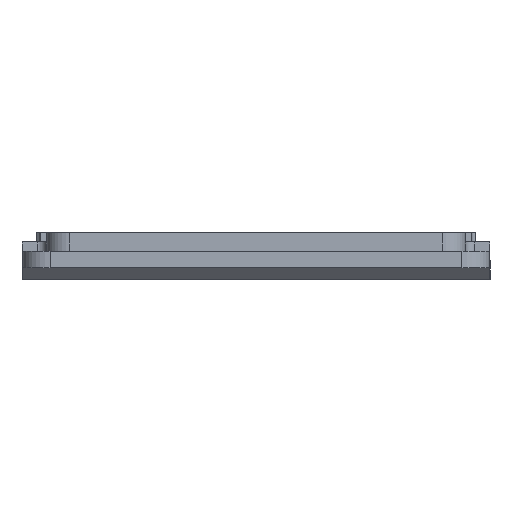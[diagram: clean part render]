
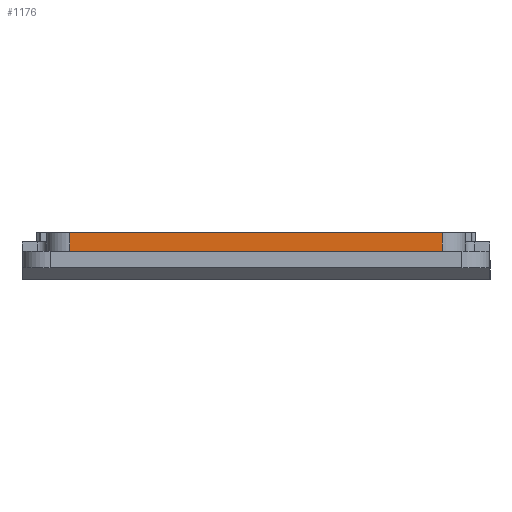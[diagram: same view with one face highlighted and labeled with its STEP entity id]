
A CAD part, left-side view. The second image highlights one B-rep face of the part: STEP entity #1176.
In plain terms, the highlighted planar face has unit normal (-1, 0, 0).
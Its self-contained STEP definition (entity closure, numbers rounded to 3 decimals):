
#21 = VERTEX_POINT ( 'NONE', #501 ) ;
#74 = ORIENTED_EDGE ( 'NONE', *, *, #1157, .T. ) ;
#218 = VERTEX_POINT ( 'NONE', #1403 ) ;
#288 = CARTESIAN_POINT ( 'NONE',  ( -222.5, 39.75, 5. ) ) ;
#338 = DIRECTION ( 'NONE',  ( 1., 0., 0. ) ) ;
#359 = VECTOR ( 'NONE', #3023, 1000. ) ;
#501 = CARTESIAN_POINT ( 'NONE',  ( -222.5, -39.75, 5. ) ) ;
#797 = VERTEX_POINT ( 'NONE', #1154 ) ;
#800 = CARTESIAN_POINT ( 'NONE',  ( -222.5, 39.75, 5. ) ) ;
#804 = CARTESIAN_POINT ( 'NONE',  ( -222.5, 39.75, 1. ) ) ;
#834 = DIRECTION ( 'NONE',  ( 0., 1., 0. ) ) ;
#888 = LINE ( 'NONE', #800, #1525 ) ;
#1043 = CARTESIAN_POINT ( 'NONE',  ( -222.5, 39.75, 1. ) ) ;
#1123 = VECTOR ( 'NONE', #2248, 1000. ) ;
#1154 = CARTESIAN_POINT ( 'NONE',  ( -222.5, 39.75, 1. ) ) ;
#1157 = EDGE_CURVE ( 'NONE', #218, #21, #2298, .T. ) ;
#1176 = ADVANCED_FACE ( 'NONE', ( #2007 ), #2971, .F. ) ;
#1287 = CARTESIAN_POINT ( 'NONE',  ( -222.5, -39.75, 1. ) ) ;
#1299 = DIRECTION ( 'NONE',  ( 0., 0., -1. ) ) ;
#1313 = VECTOR ( 'NONE', #2809, 1000. ) ;
#1403 = CARTESIAN_POINT ( 'NONE',  ( -222.5, -39.75, 1. ) ) ;
#1525 = VECTOR ( 'NONE', #834, 1000. ) ;
#1597 = EDGE_CURVE ( 'NONE', #21, #2306, #888, .T. ) ;
#1827 = CARTESIAN_POINT ( 'NONE',  ( -222.5, 39.75, 1. ) ) ;
#1903 = EDGE_CURVE ( 'NONE', #797, #2306, #2304, .T. ) ;
#2007 = FACE_OUTER_BOUND ( 'NONE', #2779, .T. ) ;
#2215 = ORIENTED_EDGE ( 'NONE', *, *, #1597, .T. ) ;
#2248 = DIRECTION ( 'NONE',  ( 0., 0., 1. ) ) ;
#2298 = LINE ( 'NONE', #1287, #1123 ) ;
#2304 = LINE ( 'NONE', #1827, #1313 ) ;
#2306 = VERTEX_POINT ( 'NONE', #288 ) ;
#2401 = ORIENTED_EDGE ( 'NONE', *, *, #1903, .F. ) ;
#2416 = EDGE_CURVE ( 'NONE', #218, #797, #2542, .T. ) ;
#2542 = LINE ( 'NONE', #1043, #359 ) ;
#2779 = EDGE_LOOP ( 'NONE', ( #2215, #2401, #3092, #74 ) ) ;
#2809 = DIRECTION ( 'NONE',  ( 0., 0., 1. ) ) ;
#2971 = PLANE ( 'NONE',  #3089 ) ;
#3023 = DIRECTION ( 'NONE',  ( 0., 1., 0. ) ) ;
#3089 = AXIS2_PLACEMENT_3D ( 'NONE', #804, #338, #1299 ) ;
#3092 = ORIENTED_EDGE ( 'NONE', *, *, #2416, .F. ) ;
